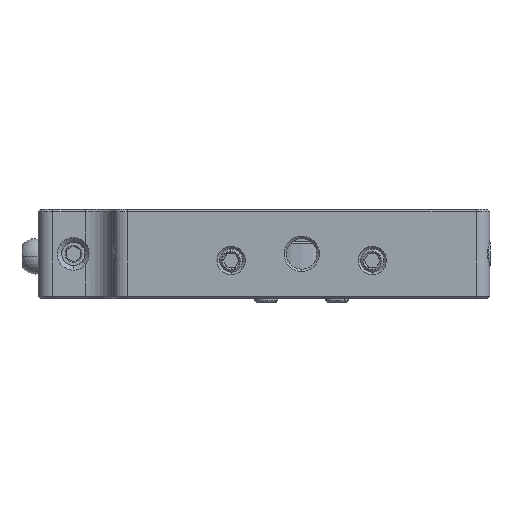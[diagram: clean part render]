
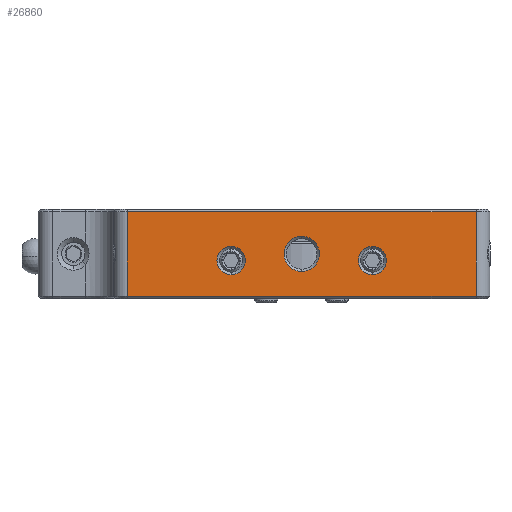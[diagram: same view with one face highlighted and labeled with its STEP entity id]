
A CAD part, front view. The second image highlights one B-rep face of the part: STEP entity #26860.
In plain terms, the highlighted planar face has unit normal (0, -1, 0).
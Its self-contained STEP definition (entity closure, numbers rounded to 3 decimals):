
#316 = CARTESIAN_POINT ( 'NONE',  ( 0., -20.32, 1.904 ) ) ;
#330 = ORIENTED_EDGE ( 'NONE', *, *, #12952, .F. ) ;
#362 = CARTESIAN_POINT ( 'NONE',  ( 7.62, -20.32, -2.236 ) ) ;
#746 = EDGE_CURVE ( 'NONE', #12922, #11613, #18953, .T. ) ;
#1134 = DIRECTION ( 'NONE',  ( 0., 0., -1. ) ) ;
#1192 = CIRCLE ( 'NONE', #10314, 1.525 ) ;
#1427 = AXIS2_PLACEMENT_3D ( 'NONE', #16700, #9883, #7699 ) ;
#1513 = CARTESIAN_POINT ( 'NONE',  ( 7.62, -20.32, -0.711 ) ) ;
#1522 = ORIENTED_EDGE ( 'NONE', *, *, #10848, .T. ) ;
#1529 = CARTESIAN_POINT ( 'NONE',  ( -20.32, -20.32, 4.826 ) ) ;
#2349 = VERTEX_POINT ( 'NONE', #18858 ) ;
#2374 = CARTESIAN_POINT ( 'NONE',  ( 18.82, -20.32, -4.576 ) ) ;
#2727 = FACE_OUTER_BOUND ( 'NONE', #22268, .T. ) ;
#3059 = EDGE_CURVE ( 'NONE', #27222, #12512, #1192, .T. ) ;
#3452 = EDGE_CURVE ( 'NONE', #24972, #16317, #13108, .T. ) ;
#3603 = CARTESIAN_POINT ( 'NONE',  ( -7.62, -20.32, -0.711 ) ) ;
#4189 = ORIENTED_EDGE ( 'NONE', *, *, #5619, .T. ) ;
#4428 = CIRCLE ( 'NONE', #24305, 1.904 ) ;
#5052 = ORIENTED_EDGE ( 'NONE', *, *, #19418, .F. ) ;
#5063 = CARTESIAN_POINT ( 'NONE',  ( -18.82, -20.32, 4.576 ) ) ;
#5089 = EDGE_LOOP ( 'NONE', ( #16867, #15543 ) ) ;
#5619 = EDGE_CURVE ( 'NONE', #2349, #8985, #8857, .T. ) ;
#6105 = PLANE ( 'NONE',  #14958 ) ;
#6848 = DIRECTION ( 'NONE',  ( 0., 0., 1. ) ) ;
#7434 = VECTOR ( 'NONE', #24480, 1000. ) ;
#7641 = CARTESIAN_POINT ( 'NONE',  ( -7.62, -20.32, -0.711 ) ) ;
#7699 = DIRECTION ( 'NONE',  ( 0., 0., -1. ) ) ;
#7901 = ORIENTED_EDGE ( 'NONE', *, *, #25908, .T. ) ;
#8857 = LINE ( 'NONE', #24785, #23721 ) ;
#8985 = VERTEX_POINT ( 'NONE', #11438 ) ;
#9184 = DIRECTION ( 'NONE',  ( 1., 0., 0. ) ) ;
#9883 = DIRECTION ( 'NONE',  ( 0., -1., 0. ) ) ;
#10314 = AXIS2_PLACEMENT_3D ( 'NONE', #1513, #28266, #17321 ) ;
#10842 = LINE ( 'NONE', #14869, #20405 ) ;
#10848 = EDGE_CURVE ( 'NONE', #21231, #2349, #27814, .T. ) ;
#10926 = DIRECTION ( 'NONE',  ( 0., 0., -1. ) ) ;
#11438 = CARTESIAN_POINT ( 'NONE',  ( 18.82, -20.32, 4.576 ) ) ;
#11534 = FACE_BOUND ( 'NONE', #5089, .T. ) ;
#11602 = DIRECTION ( 'NONE',  ( 0., 0., -1. ) ) ;
#11613 = VERTEX_POINT ( 'NONE', #19111 ) ;
#12512 = VERTEX_POINT ( 'NONE', #362 ) ;
#12922 = VERTEX_POINT ( 'NONE', #17640 ) ;
#12952 = EDGE_CURVE ( 'NONE', #16317, #24972, #4428, .T. ) ;
#13052 = DIRECTION ( 'NONE',  ( 0., 1., 0. ) ) ;
#13108 = CIRCLE ( 'NONE', #1427, 1.904 ) ;
#13208 = CARTESIAN_POINT ( 'NONE',  ( -18.82, -20.32, -4.576 ) ) ;
#13278 = CARTESIAN_POINT ( 'NONE',  ( 0., -20.32, -1.904 ) ) ;
#13297 = VECTOR ( 'NONE', #9184, 1000. ) ;
#14869 = CARTESIAN_POINT ( 'NONE',  ( -18.82, -20.32, 4.826 ) ) ;
#14958 = AXIS2_PLACEMENT_3D ( 'NONE', #1529, #13052, #26202 ) ;
#15053 = DIRECTION ( 'NONE',  ( 0., 0., -1. ) ) ;
#15543 = ORIENTED_EDGE ( 'NONE', *, *, #3059, .F. ) ;
#16142 = VERTEX_POINT ( 'NONE', #5063 ) ;
#16317 = VERTEX_POINT ( 'NONE', #316 ) ;
#16700 = CARTESIAN_POINT ( 'NONE',  ( 0., -20.32, 0. ) ) ;
#16867 = ORIENTED_EDGE ( 'NONE', *, *, #20825, .F. ) ;
#16974 = EDGE_LOOP ( 'NONE', ( #22754, #330 ) ) ;
#17024 = CIRCLE ( 'NONE', #17457, 1.525 ) ;
#17321 = DIRECTION ( 'NONE',  ( 0., 0., -1. ) ) ;
#17457 = AXIS2_PLACEMENT_3D ( 'NONE', #24908, #22772, #11602 ) ;
#17640 = CARTESIAN_POINT ( 'NONE',  ( -7.62, -20.32, -2.236 ) ) ;
#17745 = CARTESIAN_POINT ( 'NONE',  ( 0., -20.32, 0. ) ) ;
#18858 = CARTESIAN_POINT ( 'NONE',  ( 18.82, -20.32, -4.576 ) ) ;
#18953 = CIRCLE ( 'NONE', #23834, 1.525 ) ;
#19111 = CARTESIAN_POINT ( 'NONE',  ( -7.62, -20.32, 0.814 ) ) ;
#19386 = CARTESIAN_POINT ( 'NONE',  ( -20.32, -20.32, 4.576 ) ) ;
#19418 = EDGE_CURVE ( 'NONE', #11613, #12922, #26872, .T. ) ;
#20141 = LINE ( 'NONE', #19386, #7434 ) ;
#20354 = FACE_BOUND ( 'NONE', #22587, .T. ) ;
#20405 = VECTOR ( 'NONE', #15053, 1000. ) ;
#20688 = EDGE_CURVE ( 'NONE', #16142, #21231, #10842, .T. ) ;
#20825 = EDGE_CURVE ( 'NONE', #12512, #27222, #17024, .T. ) ;
#20987 = CARTESIAN_POINT ( 'NONE',  ( 7.62, -20.32, 0.814 ) ) ;
#21231 = VERTEX_POINT ( 'NONE', #13208 ) ;
#21474 = DIRECTION ( 'NONE',  ( 0., -1., 0. ) ) ;
#22268 = EDGE_LOOP ( 'NONE', ( #4189, #7901, #26517, #1522 ) ) ;
#22587 = EDGE_LOOP ( 'NONE', ( #25315, #5052 ) ) ;
#22754 = ORIENTED_EDGE ( 'NONE', *, *, #3452, .F. ) ;
#22772 = DIRECTION ( 'NONE',  ( 0., -1., 0. ) ) ;
#23721 = VECTOR ( 'NONE', #6848, 1000. ) ;
#23834 = AXIS2_PLACEMENT_3D ( 'NONE', #7641, #27608, #25608 ) ;
#24305 = AXIS2_PLACEMENT_3D ( 'NONE', #17745, #27099, #10926 ) ;
#24480 = DIRECTION ( 'NONE',  ( -1., 0., 0. ) ) ;
#24785 = CARTESIAN_POINT ( 'NONE',  ( 18.82, -20.32, 4.826 ) ) ;
#24908 = CARTESIAN_POINT ( 'NONE',  ( 7.62, -20.32, -0.711 ) ) ;
#24972 = VERTEX_POINT ( 'NONE', #13278 ) ;
#25315 = ORIENTED_EDGE ( 'NONE', *, *, #746, .F. ) ;
#25608 = DIRECTION ( 'NONE',  ( 0., 0., -1. ) ) ;
#25908 = EDGE_CURVE ( 'NONE', #8985, #16142, #20141, .T. ) ;
#26003 = FACE_BOUND ( 'NONE', #16974, .T. ) ;
#26202 = DIRECTION ( 'NONE',  ( 0., 0., 1. ) ) ;
#26517 = ORIENTED_EDGE ( 'NONE', *, *, #20688, .T. ) ;
#26860 = ADVANCED_FACE ( 'NONE', ( #20354, #11534, #2727, #26003 ), #6105, .F. ) ;
#26872 = CIRCLE ( 'NONE', #28601, 1.525 ) ;
#27099 = DIRECTION ( 'NONE',  ( 0., -1., 0. ) ) ;
#27222 = VERTEX_POINT ( 'NONE', #20987 ) ;
#27608 = DIRECTION ( 'NONE',  ( 0., -1., 0. ) ) ;
#27814 = LINE ( 'NONE', #2374, #13297 ) ;
#28266 = DIRECTION ( 'NONE',  ( 0., -1., 0. ) ) ;
#28601 = AXIS2_PLACEMENT_3D ( 'NONE', #3603, #21474, #1134 ) ;
